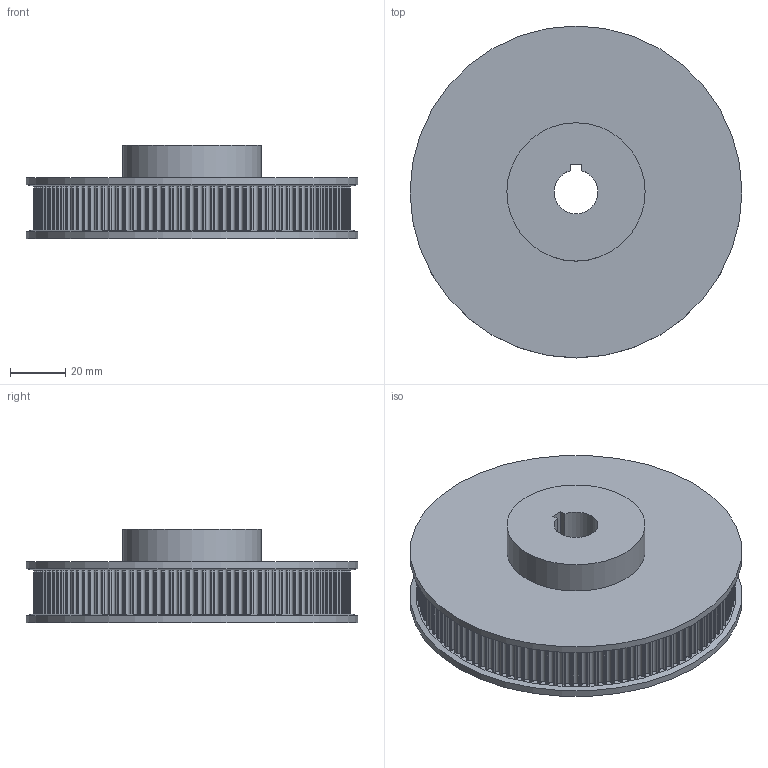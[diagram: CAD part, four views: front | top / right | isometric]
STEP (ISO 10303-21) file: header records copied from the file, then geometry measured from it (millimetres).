
FILE_DESCRIPTION(/* description */ (''),/* implementation_level */ '2;1');
FILE_NAME(/* name */ '0f15bf69-1769-406d-aade-23ea69b88989.stp',/* time_stamp */ '2020-04-03T16:37:15+00:00',/* author */ (''),/* organization */ (''),/* preprocessor_version */ 'ST-DEVELOPER v18',/* originating_system */ 'Autodesk Translation Framework v8.12.0.6',/* authorisation */ '');
FILE_SCHEMA (('AUTOMOTIVE_DESIGN { 1 0 10303 214 3 1 1 }'));
Length unit declared in the file: inch
Products named in the file (1): HTD3M 120T-B12 Timing Pulley
Bounding box: 120 x 120 x 33.66 mm (x, y, z)
Volume: 237541.6 mm3; surface area: 39435.2 mm2
Topology: 1 solids, 1 shells, 496 faces, 1468 edges, 978 vertices
Faces by surface type: cylinder 365, plane 129, cone 2
Full cylindrical faces by diameter (mm): 33.6 x1, 50 x1, 120 x2
Entity records: 16987 total; most frequent: DIRECTION 3194, CARTESIAN_POINT 2943, ORIENTED_EDGE 2936, EDGE_CURVE 1468, AXIS2_PLACEMENT_3D 1229, VERTEX_POINT 978, LINE 736, VECTOR 736
